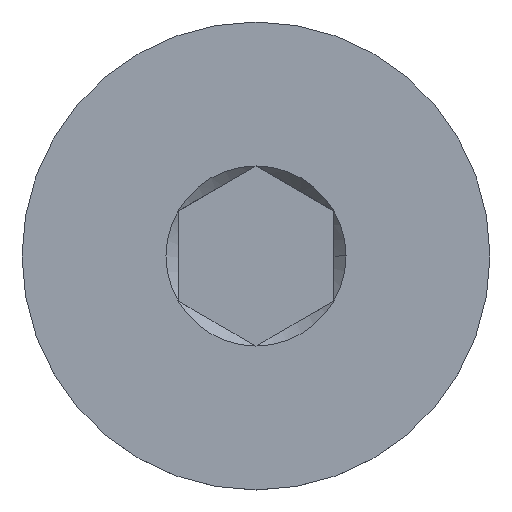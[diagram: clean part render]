
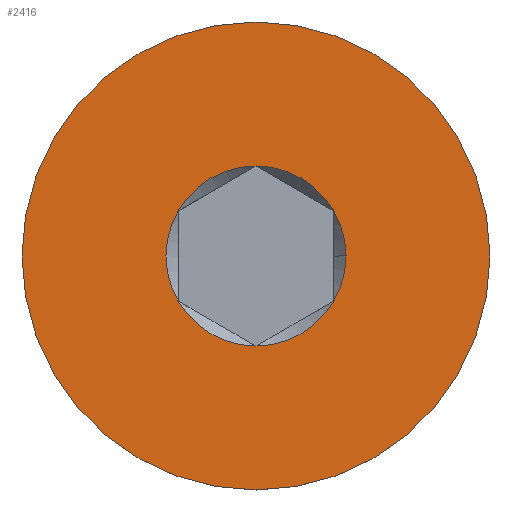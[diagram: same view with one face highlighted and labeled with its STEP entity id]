
A CAD part, top view. The second image highlights one B-rep face of the part: STEP entity #2416.
In plain terms, the highlighted planar face has unit normal (0, 0, 1).
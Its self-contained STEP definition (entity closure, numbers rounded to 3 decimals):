
#6 = ORIENTED_EDGE ( 'NONE', *, *, #898, .F. ) ;
#10 = CIRCLE ( 'NONE', #1965, 3. ) ;
#16 = CIRCLE ( 'NONE', #1378, 1.155 ) ;
#57 = CARTESIAN_POINT ( 'NONE',  ( 0., 0., 4. ) ) ;
#215 = ORIENTED_EDGE ( 'NONE', *, *, #1125, .F. ) ;
#246 = CARTESIAN_POINT ( 'NONE',  ( 1.155, 0., 4. ) ) ;
#334 = CARTESIAN_POINT ( 'NONE',  ( 1., 0.577, 4. ) ) ;
#355 = DIRECTION ( 'NONE',  ( 1., 0., 0. ) ) ;
#378 = DIRECTION ( 'NONE',  ( 1., 0., 0. ) ) ;
#429 = CIRCLE ( 'NONE', #2488, 1.155 ) ;
#536 = CARTESIAN_POINT ( 'NONE',  ( -1., -0.577, 4. ) ) ;
#542 = CARTESIAN_POINT ( 'NONE',  ( 0., -1.155, 4. ) ) ;
#558 = EDGE_CURVE ( 'NONE', #3031, #1606, #10, .T. ) ;
#589 = AXIS2_PLACEMENT_3D ( 'NONE', #2311, #592, #2535 ) ;
#592 = DIRECTION ( 'NONE',  ( 0., 0., 1. ) ) ;
#677 = DIRECTION ( 'NONE',  ( 1., 0., 0. ) ) ;
#747 = DIRECTION ( 'NONE',  ( 0., 1., 0. ) ) ;
#773 = CARTESIAN_POINT ( 'NONE',  ( 0., 0., 4. ) ) ;
#791 = CARTESIAN_POINT ( 'NONE',  ( 0., 0., 4. ) ) ;
#801 = DIRECTION ( 'NONE',  ( 1., 0., 0. ) ) ;
#898 = EDGE_CURVE ( 'NONE', #2043, #1453, #2243, .T. ) ;
#970 = AXIS2_PLACEMENT_3D ( 'NONE', #1579, #1115, #378 ) ;
#1075 = ORIENTED_EDGE ( 'NONE', *, *, #558, .F. ) ;
#1086 = CIRCLE ( 'NONE', #970, 1.155 ) ;
#1098 = CARTESIAN_POINT ( 'NONE',  ( 0., 3., 4. ) ) ;
#1115 = DIRECTION ( 'NONE',  ( 0., 0., 1. ) ) ;
#1125 = EDGE_CURVE ( 'NONE', #1453, #1922, #2812, .T. ) ;
#1197 = AXIS2_PLACEMENT_3D ( 'NONE', #3077, #2849, #677 ) ;
#1218 = CARTESIAN_POINT ( 'NONE',  ( -1., 0.577, 4. ) ) ;
#1278 = DIRECTION ( 'NONE',  ( 0., 0., 1. ) ) ;
#1280 = ORIENTED_EDGE ( 'NONE', *, *, #2260, .F. ) ;
#1301 = PLANE ( 'NONE',  #589 ) ;
#1357 = DIRECTION ( 'NONE',  ( 0., 1., 0. ) ) ;
#1378 = AXIS2_PLACEMENT_3D ( 'NONE', #1577, #1788, #355 ) ;
#1397 = VERTEX_POINT ( 'NONE', #246 ) ;
#1453 = VERTEX_POINT ( 'NONE', #1218 ) ;
#1470 = CARTESIAN_POINT ( 'NONE',  ( 0., 0., 4. ) ) ;
#1483 = CARTESIAN_POINT ( 'NONE',  ( 0., 1.155, 4. ) ) ;
#1488 = DIRECTION ( 'NONE',  ( 0., 0., -1. ) ) ;
#1496 = DIRECTION ( 'NONE',  ( 1., 0., 0. ) ) ;
#1536 = CIRCLE ( 'NONE', #2340, 3. ) ;
#1549 = EDGE_CURVE ( 'NONE', #1922, #2801, #2289, .T. ) ;
#1577 = CARTESIAN_POINT ( 'NONE',  ( 0., 0., 4. ) ) ;
#1579 = CARTESIAN_POINT ( 'NONE',  ( 0., 0., 4. ) ) ;
#1582 = DIRECTION ( 'NONE',  ( 0., 0., -1. ) ) ;
#1606 = VERTEX_POINT ( 'NONE', #2712 ) ;
#1608 = ORIENTED_EDGE ( 'NONE', *, *, #2459, .F. ) ;
#1656 = AXIS2_PLACEMENT_3D ( 'NONE', #773, #1957, #1496 ) ;
#1723 = CARTESIAN_POINT ( 'NONE',  ( 1., -0.577, 4. ) ) ;
#1788 = DIRECTION ( 'NONE',  ( 0., 0., 1. ) ) ;
#1858 = EDGE_LOOP ( 'NONE', ( #2963, #1608, #1280, #2041, #2196, #215, #6 ) ) ;
#1904 = AXIS2_PLACEMENT_3D ( 'NONE', #791, #2980, #1966 ) ;
#1922 = VERTEX_POINT ( 'NONE', #536 ) ;
#1938 = CARTESIAN_POINT ( 'NONE',  ( 0., 0., 4. ) ) ;
#1951 = DIRECTION ( 'NONE',  ( 1., 0., 0. ) ) ;
#1957 = DIRECTION ( 'NONE',  ( 0., 0., 1. ) ) ;
#1965 = AXIS2_PLACEMENT_3D ( 'NONE', #2349, #1582, #1357 ) ;
#1966 = DIRECTION ( 'NONE',  ( 1., 0., 0. ) ) ;
#1972 = DIRECTION ( 'NONE',  ( 0., 0., 1. ) ) ;
#2023 = CIRCLE ( 'NONE', #1656, 1.155 ) ;
#2041 = ORIENTED_EDGE ( 'NONE', *, *, #2045, .F. ) ;
#2043 = VERTEX_POINT ( 'NONE', #1483 ) ;
#2045 = EDGE_CURVE ( 'NONE', #2801, #2084, #2023, .T. ) ;
#2084 = VERTEX_POINT ( 'NONE', #1723 ) ;
#2137 = FACE_BOUND ( 'NONE', #1858, .T. ) ;
#2142 = AXIS2_PLACEMENT_3D ( 'NONE', #57, #1278, #801 ) ;
#2168 = VERTEX_POINT ( 'NONE', #334 ) ;
#2196 = ORIENTED_EDGE ( 'NONE', *, *, #1549, .F. ) ;
#2237 = EDGE_LOOP ( 'NONE', ( #1075, #2460 ) ) ;
#2243 = CIRCLE ( 'NONE', #1197, 1.155 ) ;
#2260 = EDGE_CURVE ( 'NONE', #2084, #1397, #1086, .T. ) ;
#2289 = CIRCLE ( 'NONE', #2142, 1.155 ) ;
#2311 = CARTESIAN_POINT ( 'NONE',  ( 0., 0., 4. ) ) ;
#2340 = AXIS2_PLACEMENT_3D ( 'NONE', #1938, #1488, #747 ) ;
#2349 = CARTESIAN_POINT ( 'NONE',  ( 0., 0., 4. ) ) ;
#2416 = ADVANCED_FACE ( 'NONE', ( #2137, #2517 ), #1301, .T. ) ;
#2459 = EDGE_CURVE ( 'NONE', #1397, #2168, #16, .T. ) ;
#2460 = ORIENTED_EDGE ( 'NONE', *, *, #2575, .F. ) ;
#2488 = AXIS2_PLACEMENT_3D ( 'NONE', #1470, #1972, #1951 ) ;
#2517 = FACE_OUTER_BOUND ( 'NONE', #2237, .T. ) ;
#2535 = DIRECTION ( 'NONE',  ( 0., -1., 0. ) ) ;
#2575 = EDGE_CURVE ( 'NONE', #1606, #3031, #1536, .T. ) ;
#2619 = EDGE_CURVE ( 'NONE', #2168, #2043, #429, .T. ) ;
#2712 = CARTESIAN_POINT ( 'NONE',  ( 0., -3., 4. ) ) ;
#2801 = VERTEX_POINT ( 'NONE', #542 ) ;
#2812 = CIRCLE ( 'NONE', #1904, 1.155 ) ;
#2849 = DIRECTION ( 'NONE',  ( 0., 0., 1. ) ) ;
#2963 = ORIENTED_EDGE ( 'NONE', *, *, #2619, .F. ) ;
#2980 = DIRECTION ( 'NONE',  ( 0., 0., 1. ) ) ;
#3031 = VERTEX_POINT ( 'NONE', #1098 ) ;
#3077 = CARTESIAN_POINT ( 'NONE',  ( 0., 0., 4. ) ) ;
